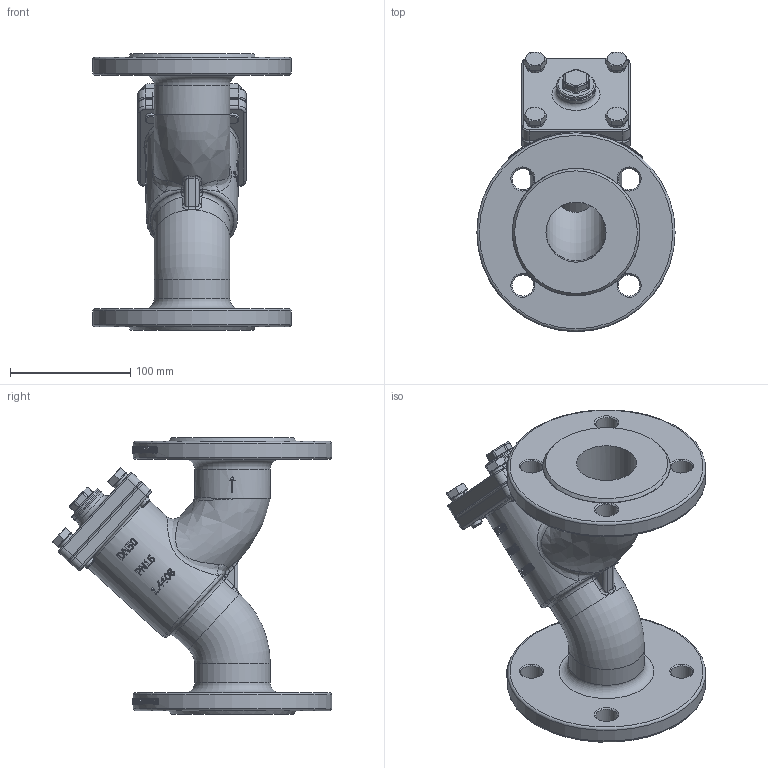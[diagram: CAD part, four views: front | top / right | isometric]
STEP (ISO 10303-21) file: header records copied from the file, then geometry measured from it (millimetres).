
FILE_DESCRIPTION(/* description */ ('240050'),/* implementation_level */ '2;1');
FILE_NAME(/* name */ '240050.stp',/* time_stamp */ '2015-07-07T14:18:45+02:00',/* author */ ('jmorand'),/* organization */ ('Sferaco'),/* preprocessor_version */ 'ST-DEVELOPER v16.1',/* originating_system */ 'Autodesk Inventor 2016',/* authorisation */ '');
FILE_SCHEMA (('AUTOMOTIVE_DESIGN { 1 0 10303 214 3 1 1 }'));
Products named in the file (1): 240050_bd
Bounding box: 165 x 232.31 x 230 mm (x, y, z)
Volume: 1150950 mm3; surface area: 262161.4 mm2
Topology: 1 solids, 1 shells, 1764 faces, 4666 edges, 3057 vertices
Faces by surface type: bspline 806, plane 634, cylinder 238, cone 47, torus 37, sphere 2
Full cylindrical faces by diameter (mm): 10 x8, 11 x4, 16 x5, 18 x8, 18.631 x1, 32 x2, 50 x1, 53 x1, 54 x1, 55 x1, 63 x3, 76 x1, 106 x2, 165 x2
Entity records: 75926 total; most frequent: CARTESIAN_POINT 35871, ORIENTED_EDGE 9094, DIRECTION 5678, EDGE_CURVE 4547, VERTEX_POINT 3020, EDGE_LOOP 2023, LINE 2010, VECTOR 2010
